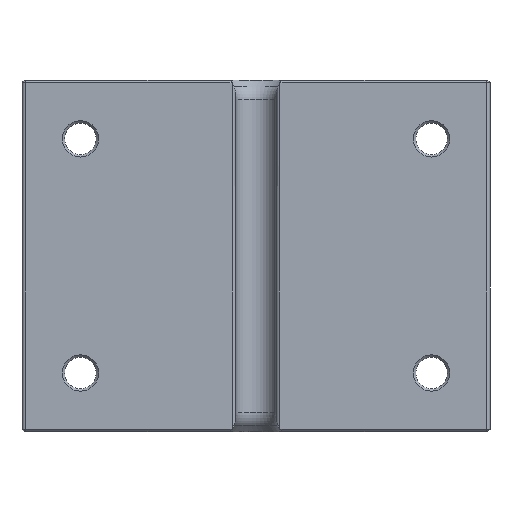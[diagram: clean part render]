
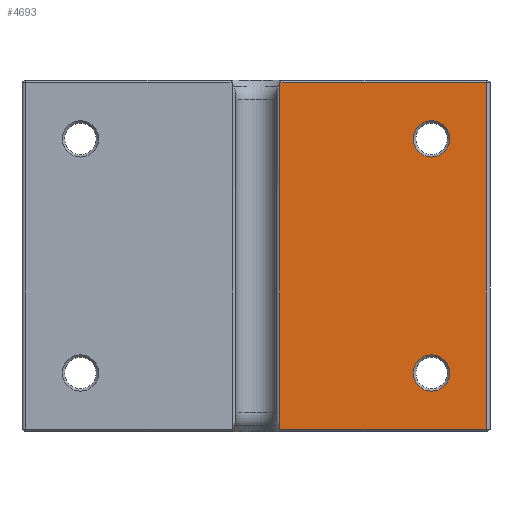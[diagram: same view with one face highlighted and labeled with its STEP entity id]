
A CAD part, top view. The second image highlights one B-rep face of the part: STEP entity #4693.
In plain terms, the highlighted planar face has unit normal (0, 0, 1).
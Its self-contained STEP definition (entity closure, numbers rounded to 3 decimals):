
#323=FACE_BOUND('',#828,.T.);
#324=FACE_BOUND('',#829,.T.);
#350=PLANE('',#5039);
#513=FACE_OUTER_BOUND('',#827,.T.);
#827=EDGE_LOOP('',(#3208,#3209,#3210,#3211));
#828=EDGE_LOOP('',(#3212));
#829=EDGE_LOOP('',(#3213));
#1162=LINE('',#7074,#1402);
#1165=LINE('',#7103,#1405);
#1166=LINE('',#7106,#1406);
#1167=LINE('',#7107,#1407);
#1402=VECTOR('',#5668,10.);
#1405=VECTOR('',#5675,10.);
#1406=VECTOR('',#5678,10.);
#1407=VECTOR('',#5679,0.6);
#1645=CIRCLE('',#5040,3.1);
#1646=CIRCLE('',#5041,3.1);
#1984=VERTEX_POINT('',#7060);
#1987=VERTEX_POINT('',#7072);
#1991=VERTEX_POINT('',#7101);
#1992=VERTEX_POINT('',#7105);
#1993=VERTEX_POINT('',#7108);
#1994=VERTEX_POINT('',#7110);
#2436=EDGE_CURVE('',#1984,#1987,#1162,.T.);
#2442=EDGE_CURVE('',#1987,#1991,#1165,.T.);
#2443=EDGE_CURVE('',#1991,#1992,#1166,.T.);
#2444=EDGE_CURVE('',#1992,#1984,#1167,.T.);
#2445=EDGE_CURVE('',#1993,#1993,#1645,.T.);
#2446=EDGE_CURVE('',#1994,#1994,#1646,.T.);
#3208=ORIENTED_EDGE('',*,*,#2436,.T.);
#3209=ORIENTED_EDGE('',*,*,#2442,.T.);
#3210=ORIENTED_EDGE('',*,*,#2443,.T.);
#3211=ORIENTED_EDGE('',*,*,#2444,.T.);
#3212=ORIENTED_EDGE('',*,*,#2445,.T.);
#3213=ORIENTED_EDGE('',*,*,#2446,.T.);
#4693=ADVANCED_FACE('',(#513,#323,#324),#350,.F.);
#5039=AXIS2_PLACEMENT_3D('',#7104,#5676,#5677);
#5040=AXIS2_PLACEMENT_3D('',#7109,#5680,#5681);
#5041=AXIS2_PLACEMENT_3D('',#7111,#5682,#5683);
#5668=DIRECTION('',(-1.,0.,0.));
#5675=DIRECTION('',(0.,-1.,0.));
#5676=DIRECTION('center_axis',(0.,0.,-1.));
#5677=DIRECTION('ref_axis',(-1.,0.,0.));
#5678=DIRECTION('',(1.,0.,0.));
#5679=DIRECTION('',(0.,1.,0.));
#5680=DIRECTION('center_axis',(0.,0.,-1.));
#5681=DIRECTION('ref_axis',(-1.,0.,0.));
#5682=DIRECTION('center_axis',(0.,0.,-1.));
#5683=DIRECTION('ref_axis',(-1.,0.,0.));
#7060=CARTESIAN_POINT('',(39.38,59.6,0.));
#7072=CARTESIAN_POINT('',(4.1,59.6,0.));
#7074=CARTESIAN_POINT('',(30.,59.6,0.));
#7101=CARTESIAN_POINT('',(4.1,0.4,0.));
#7103=CARTESIAN_POINT('',(4.1,0.,0.));
#7104=CARTESIAN_POINT('Origin',(40.,0.,0.));
#7105=CARTESIAN_POINT('',(39.38,0.4,0.));
#7106=CARTESIAN_POINT('',(30.,0.4,0.));
#7107=CARTESIAN_POINT('',(39.38,0.,0.));
#7108=CARTESIAN_POINT('',(33.1,50.,0.));
#7109=CARTESIAN_POINT('Origin',(30.,50.,0.));
#7110=CARTESIAN_POINT('',(33.1,10.,0.));
#7111=CARTESIAN_POINT('Origin',(30.,10.,0.));
